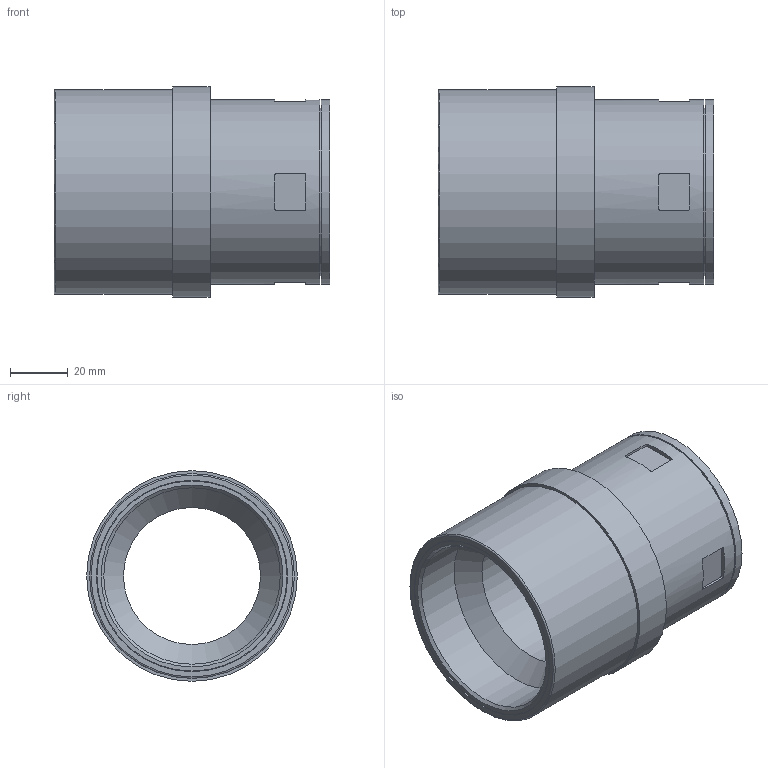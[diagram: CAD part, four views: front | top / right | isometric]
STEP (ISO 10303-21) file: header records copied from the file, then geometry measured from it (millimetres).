
FILE_DESCRIPTION( ( 'STEP AP203' ), '1' );
FILE_NAME( 'FLEXA RQGK2-M 5108.054.263.stp', '2020-03-25T08:57:57', ( 'License CC BY-ND 4.0' ), ( 'CADENAS' ), ' ', 'PARTsolutions', ' ' );
FILE_SCHEMA( ( 'CONFIG_CONTROL_DESIGN' ) );
Length unit declared in the file: millimetre
Products named in the file (1): _FLEXA RQGK2-M 5108.054.263
Bounding box: 95.5 x 73 x 73 mm (x, y, z)
Volume: 134849.1 mm3; surface area: 41945.3 mm2
Topology: 1 solids, 1 shells, 58 faces, 135 edges, 89 vertices
Faces by surface type: plane 29, cylinder 26, cone 2, torus 1
Full cylindrical faces by diameter (mm): 47.5 x1, 54.5 x1, 58 x1, 61.16 x1, 64 x2, 65.88 x1, 66.28 x1, 70.98 x1, 73 x1
Entity records: 1660 total; most frequent: CARTESIAN_POINT 343, DIRECTION 266, ORIENTED_EDGE 236, EDGE_CURVE 118, AXIS2_PLACEMENT_3D 105, VERTEX_POINT 86, EDGE_LOOP 84, FACE_OUTER_BOUND 69
